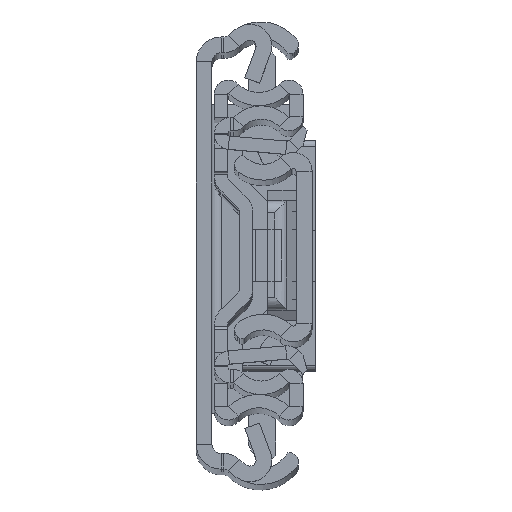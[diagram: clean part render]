
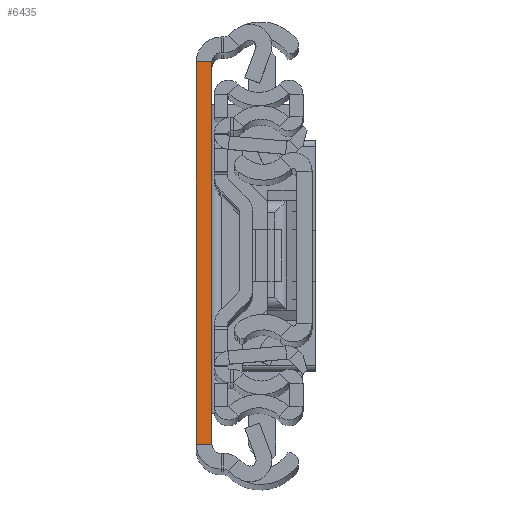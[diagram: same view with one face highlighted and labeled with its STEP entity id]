
A CAD part, top view. The second image highlights one B-rep face of the part: STEP entity #6435.
In plain terms, the highlighted planar face has unit normal (0, 0, 1).
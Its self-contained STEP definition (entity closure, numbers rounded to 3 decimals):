
#114 = CARTESIAN_POINT ( 'NONE',  ( 2.6, -31.5, 0. ) ) ;
#202 = DIRECTION ( 'NONE',  ( 0., 0., -1. ) ) ;
#489 = VERTEX_POINT ( 'NONE', #6797 ) ;
#1052 = DIRECTION ( 'NONE',  ( 0., 1., 0. ) ) ;
#1181 = EDGE_LOOP ( 'NONE', ( #1256, #8082, #13016, #6705 ) ) ;
#1256 = ORIENTED_EDGE ( 'NONE', *, *, #10109, .F. ) ;
#1799 = EDGE_CURVE ( 'NONE', #10056, #489, #15485, .T. ) ;
#2457 = LINE ( 'NONE', #11374, #11386 ) ;
#2936 = CARTESIAN_POINT ( 'NONE',  ( 0., -31.5, 0. ) ) ;
#2986 = PLANE ( 'NONE',  #5049 ) ;
#3590 = DIRECTION ( 'NONE',  ( 0., 1., 0. ) ) ;
#4770 = CARTESIAN_POINT ( 'NONE',  ( 2.6, -31.5, 0. ) ) ;
#5049 = AXIS2_PLACEMENT_3D ( 'NONE', #114, #202, #5422 ) ;
#5422 = DIRECTION ( 'NONE',  ( 0., 1., 0. ) ) ;
#6435 = ADVANCED_FACE ( 'NONE', ( #10713 ), #2986, .F. ) ;
#6705 = ORIENTED_EDGE ( 'NONE', *, *, #1799, .T. ) ;
#6744 = VERTEX_POINT ( 'NONE', #10779 ) ;
#6797 = CARTESIAN_POINT ( 'NONE',  ( 2.6, 31.5, 0. ) ) ;
#6835 = VECTOR ( 'NONE', #13863, 1000. ) ;
#7262 = LINE ( 'NONE', #8664, #6835 ) ;
#8082 = ORIENTED_EDGE ( 'NONE', *, *, #16959, .F. ) ;
#8664 = CARTESIAN_POINT ( 'NONE',  ( 2.6, 31.5, 0. ) ) ;
#9070 = CARTESIAN_POINT ( 'NONE',  ( 2.6, -31.5, 0. ) ) ;
#10056 = VERTEX_POINT ( 'NONE', #13438 ) ;
#10109 = EDGE_CURVE ( 'NONE', #6744, #489, #7262, .T. ) ;
#10713 = FACE_OUTER_BOUND ( 'NONE', #1181, .T. ) ;
#10779 = CARTESIAN_POINT ( 'NONE',  ( 0., 31.5, 0. ) ) ;
#11265 = VERTEX_POINT ( 'NONE', #2936 ) ;
#11374 = CARTESIAN_POINT ( 'NONE',  ( 0., -31.5, 0. ) ) ;
#11386 = VECTOR ( 'NONE', #1052, 1000. ) ;
#13016 = ORIENTED_EDGE ( 'NONE', *, *, #14677, .T. ) ;
#13438 = CARTESIAN_POINT ( 'NONE',  ( 2.6, -31.5, 0. ) ) ;
#13467 = VECTOR ( 'NONE', #14242, 1000. ) ;
#13863 = DIRECTION ( 'NONE',  ( 1., 0., 0. ) ) ;
#14242 = DIRECTION ( 'NONE',  ( 1., 0., 0. ) ) ;
#14677 = EDGE_CURVE ( 'NONE', #11265, #10056, #16682, .T. ) ;
#15485 = LINE ( 'NONE', #9070, #16314 ) ;
#16314 = VECTOR ( 'NONE', #3590, 1000. ) ;
#16682 = LINE ( 'NONE', #4770, #13467 ) ;
#16959 = EDGE_CURVE ( 'NONE', #11265, #6744, #2457, .T. ) ;
